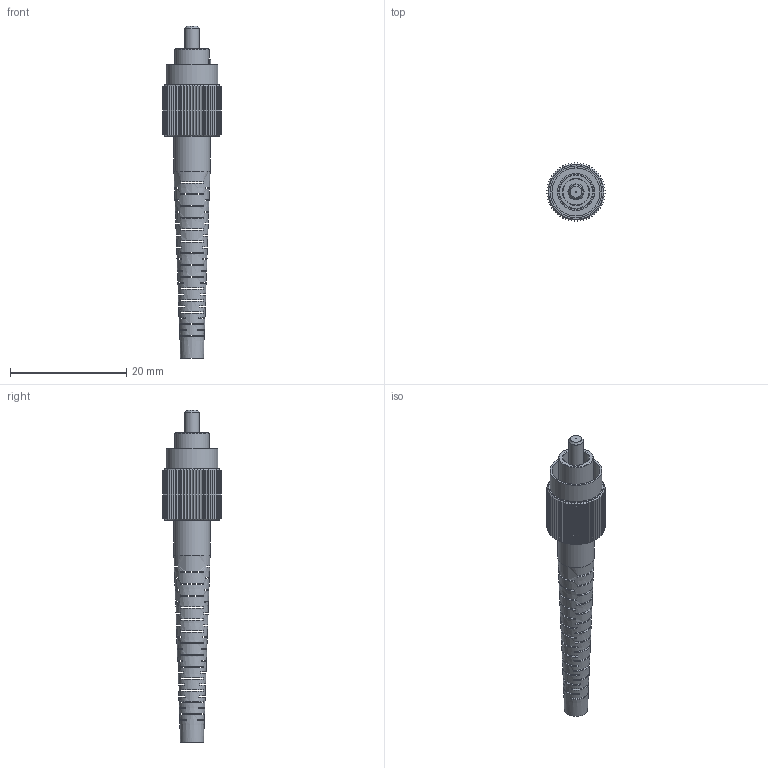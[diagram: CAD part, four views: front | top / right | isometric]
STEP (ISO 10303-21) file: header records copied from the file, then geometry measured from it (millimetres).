
FILE_DESCRIPTION(/* description */ ('STEP AP203'),/* implementation_level */ '2;1');
FILE_NAME(/* name */ '00_30126G3-Step.ipt.step',/* time_stamp */ '2022-11-29T07:34:07+01:00',/* author */ ('admin'),/* organization */ (''),/* preprocessor_version */ 'ST-DEVELOPER v18.1',/* originating_system */ 'Autodesk Inventor 2022',/* authorisation */ '');
FILE_SCHEMA (('AUTOMOTIVE_DESIGN { 1 0 10303 214 3 1 1 }'));
Length unit declared in the file: micrometre
Products named in the file (1): 00_30126G3-Step
Bounding box: 9.99 x 9.99 x 57.06 mm (x, y, z)
Volume: 913.1 mm3; surface area: 3447 mm2
Topology: 4 solids, 4 shells, 422 faces, 1251 edges, 829 vertices
Faces by surface type: plane 297, cylinder 88, cone 28, torus 8, sphere 1
Full cylindrical faces by diameter (mm): 0.125 x1, 2.419 x1, 2.499 x1, 2.757 x1, 2.962 x1, 3.277 x1, 3.3 x1, 3.4 x1, 3.693 x1, 3.8 x2, 4.242 x1, 4.369 x1, 4.5 x1, 4.572 x1, 4.93 x1, 5.232 x2, 5.9 x1, 6.223 x1, 6.35 x1, 7 x1, 8.255 x1, 8.915 x2
Entity records: 14306 total; most frequent: CARTESIAN_POINT 3359, ORIENTED_EDGE 2502, DIRECTION 2154, EDGE_CURVE 1251, AXIS2_PLACEMENT_3D 860, VERTEX_POINT 829, EDGE_LOOP 530, LINE 434
